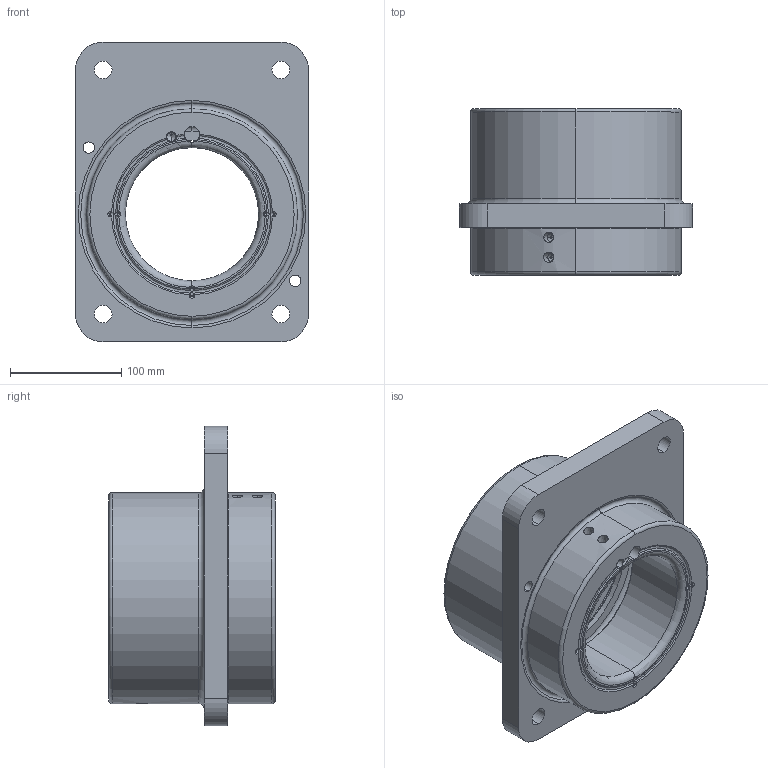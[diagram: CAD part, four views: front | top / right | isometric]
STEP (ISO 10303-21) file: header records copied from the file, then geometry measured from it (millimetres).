
FILE_DESCRIPTION (( 'STEP AP214' ), '1' );
FILE_NAME ('322CC4S02_曲軸合銅座.STEP', '2023-11-02T08:51:25', ( '' ), ( '' ), 'SwSTEP 2.0', 'SolidWorks 2020', '' );
FILE_SCHEMA (( 'AUTOMOTIVE_DESIGN' ));
Length unit declared in the file: millimetre
Products named in the file (1): 322CC4S02_曲軸合銅座
Bounding box: 210 x 150 x 270 mm (x, y, z)
Volume: 2596931.5 mm3; surface area: 278128.3 mm2
Topology: 1 solids, 1 shells, 203 faces, 515 edges, 302 vertices
Faces by surface type: cylinder 84, cone 48, torus 44, plane 21, sphere 6
Entity records: 7297 total; most frequent: CARTESIAN_POINT 2107, DIRECTION 1067, ORIENTED_EDGE 990, EDGE_CURVE 495, AXIS2_PLACEMENT_3D 452, VERTEX_POINT 302, CIRCLE 248, EDGE_LOOP 237
